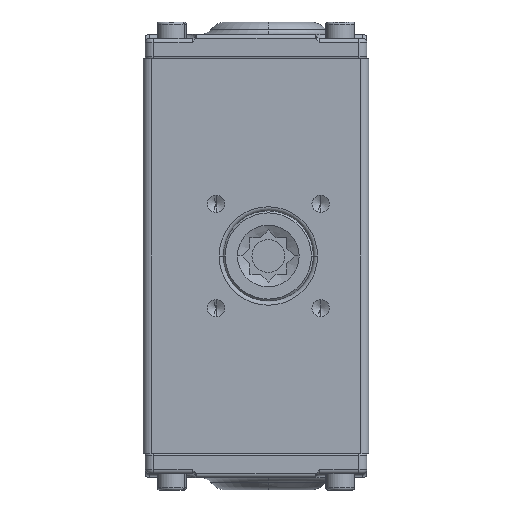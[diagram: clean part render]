
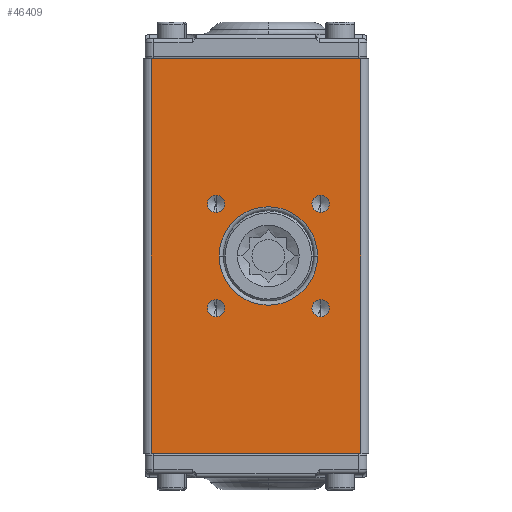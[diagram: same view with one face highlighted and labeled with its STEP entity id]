
A CAD part, front view. The second image highlights one B-rep face of the part: STEP entity #46409.
In plain terms, the highlighted planar face has unit normal (0, -1, 0).
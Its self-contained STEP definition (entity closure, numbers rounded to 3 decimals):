
#578 = ORIENTED_EDGE ( 'NONE', *, *, #39367, .F. ) ;
#673 = CARTESIAN_POINT ( 'NONE',  ( -30.5, -24.5, -48. ) ) ;
#1002 = CARTESIAN_POINT ( 'NONE',  ( -28.5, -24.5, 48. ) ) ;
#1811 = LINE ( 'NONE', #673, #43564 ) ;
#1955 = VECTOR ( 'NONE', #42928, 1000. ) ;
#2399 = DIRECTION ( 'NONE',  ( 0., -1., 0. ) ) ;
#2977 = FACE_BOUND ( 'NONE', #14885, .T. ) ;
#4694 = ORIENTED_EDGE ( 'NONE', *, *, #61997, .F. ) ;
#4750 = FACE_BOUND ( 'NONE', #46679, .T. ) ;
#4948 = CARTESIAN_POINT ( 'NONE',  ( -12.728, -24.5, 12.728 ) ) ;
#5162 = CARTESIAN_POINT ( 'NONE',  ( 12.728, -24.5, -12.728 ) ) ;
#5679 = ORIENTED_EDGE ( 'NONE', *, *, #65744, .T. ) ;
#6484 = DIRECTION ( 'NONE',  ( 0., 0., -1. ) ) ;
#6740 = DIRECTION ( 'NONE',  ( 1., 0., 0. ) ) ;
#7075 = DIRECTION ( 'NONE',  ( -1., 0., 0. ) ) ;
#7268 = LINE ( 'NONE', #7706, #62264 ) ;
#7706 = CARTESIAN_POINT ( 'NONE',  ( -30.5, -24.5, 48. ) ) ;
#7836 = CARTESIAN_POINT ( 'NONE',  ( 22.5, -24.5, 48. ) ) ;
#7873 = CARTESIAN_POINT ( 'NONE',  ( 12.728, -24.5, -10.628 ) ) ;
#8569 = AXIS2_PLACEMENT_3D ( 'NONE', #17187, #62062, #62581 ) ;
#8781 = CARTESIAN_POINT ( 'NONE',  ( -12., -24.5, 0. ) ) ;
#11122 = CARTESIAN_POINT ( 'NONE',  ( -12.728, -24.5, 14.828 ) ) ;
#12247 = EDGE_CURVE ( 'NONE', #12424, #60240, #21371, .T. ) ;
#12424 = VERTEX_POINT ( 'NONE', #7873 ) ;
#12788 = EDGE_CURVE ( 'NONE', #22536, #49650, #24850, .T. ) ;
#14520 = DIRECTION ( 'NONE',  ( 0., 1., 0. ) ) ;
#14885 = EDGE_LOOP ( 'NONE', ( #16455, #72248 ) ) ;
#15413 = DIRECTION ( 'NONE',  ( 0., -1., 0. ) ) ;
#15553 = DIRECTION ( 'NONE',  ( 0., 0., -1. ) ) ;
#16277 = CARTESIAN_POINT ( 'NONE',  ( 12.728, -24.5, 12.728 ) ) ;
#16455 = ORIENTED_EDGE ( 'NONE', *, *, #12788, .F. ) ;
#16532 = DIRECTION ( 'NONE',  ( 0., -1., 0. ) ) ;
#17187 = CARTESIAN_POINT ( 'NONE',  ( -12.728, -24.5, -12.728 ) ) ;
#17208 = CARTESIAN_POINT ( 'NONE',  ( 0., -24.5, 0. ) ) ;
#17393 = EDGE_CURVE ( 'NONE', #60839, #35635, #36719, .T. ) ;
#17894 = EDGE_CURVE ( 'NONE', #55492, #62252, #36656, .T. ) ;
#19524 = CARTESIAN_POINT ( 'NONE',  ( 22.5, -24.5, 48. ) ) ;
#19847 = CARTESIAN_POINT ( 'NONE',  ( -28.5, -24.5, 48. ) ) ;
#19896 = FACE_BOUND ( 'NONE', #63364, .T. ) ;
#19973 = EDGE_CURVE ( 'NONE', #54520, #34426, #7268, .T. ) ;
#20087 = EDGE_CURVE ( 'NONE', #60240, #12424, #36878, .T. ) ;
#21060 = CARTESIAN_POINT ( 'NONE',  ( -12.728, -24.5, -10.628 ) ) ;
#21371 = CIRCLE ( 'NONE', #38044, 2.1 ) ;
#22327 = CARTESIAN_POINT ( 'NONE',  ( 22.5, -24.5, -48. ) ) ;
#22536 = VERTEX_POINT ( 'NONE', #59086 ) ;
#24755 = DIRECTION ( 'NONE',  ( 0., 0., -1. ) ) ;
#24850 = CIRCLE ( 'NONE', #57563, 2.1 ) ;
#24991 = DIRECTION ( 'NONE',  ( 0., 0., -1. ) ) ;
#25288 = AXIS2_PLACEMENT_3D ( 'NONE', #36445, #64919, #24991 ) ;
#26463 = VECTOR ( 'NONE', #69642, 1000. ) ;
#27803 = CARTESIAN_POINT ( 'NONE',  ( 12., -24.5, 0. ) ) ;
#29015 = CARTESIAN_POINT ( 'NONE',  ( -28.5, -24.5, -48. ) ) ;
#29684 = ORIENTED_EDGE ( 'NONE', *, *, #59850, .T. ) ;
#31197 = CARTESIAN_POINT ( 'NONE',  ( -30.5, -24.5, 48. ) ) ;
#33056 = LINE ( 'NONE', #19847, #1955 ) ;
#34426 = VERTEX_POINT ( 'NONE', #7836 ) ;
#35518 = CIRCLE ( 'NONE', #69914, 12. ) ;
#35635 = VERTEX_POINT ( 'NONE', #8781 ) ;
#36445 = CARTESIAN_POINT ( 'NONE',  ( 12.728, -24.5, 12.728 ) ) ;
#36656 = CIRCLE ( 'NONE', #42612, 2.1 ) ;
#36719 = CIRCLE ( 'NONE', #45416, 12. ) ;
#36878 = CIRCLE ( 'NONE', #45080, 2.1 ) ;
#37653 = CARTESIAN_POINT ( 'NONE',  ( -12.728, -24.5, -14.828 ) ) ;
#38044 = AXIS2_PLACEMENT_3D ( 'NONE', #5162, #39954, #56512 ) ;
#39367 = EDGE_CURVE ( 'NONE', #46001, #49744, #45830, .T. ) ;
#39954 = DIRECTION ( 'NONE',  ( 0., -1., 0. ) ) ;
#40070 = DIRECTION ( 'NONE',  ( 0., 1., 0. ) ) ;
#40379 = ORIENTED_EDGE ( 'NONE', *, *, #61112, .T. ) ;
#40425 = AXIS2_PLACEMENT_3D ( 'NONE', #31197, #14520, #59153 ) ;
#40605 = CARTESIAN_POINT ( 'NONE',  ( 0., -24.5, 0. ) ) ;
#41681 = CARTESIAN_POINT ( 'NONE',  ( -12.728, -24.5, 10.628 ) ) ;
#41966 = DIRECTION ( 'NONE',  ( 0., -1., 0. ) ) ;
#42458 = DIRECTION ( 'NONE',  ( 0., 0., -1. ) ) ;
#42612 = AXIS2_PLACEMENT_3D ( 'NONE', #4948, #15413, #50365 ) ;
#42928 = DIRECTION ( 'NONE',  ( 0., 0., -1. ) ) ;
#43564 = VECTOR ( 'NONE', #68370, 1000. ) ;
#43588 = EDGE_CURVE ( 'NONE', #54520, #64901, #33056, .T. ) ;
#44261 = ORIENTED_EDGE ( 'NONE', *, *, #19973, .F. ) ;
#44693 = ORIENTED_EDGE ( 'NONE', *, *, #43588, .T. ) ;
#45056 = ORIENTED_EDGE ( 'NONE', *, *, #20087, .F. ) ;
#45080 = AXIS2_PLACEMENT_3D ( 'NONE', #58244, #2399, #24755 ) ;
#45103 = LINE ( 'NONE', #19524, #26463 ) ;
#45416 = AXIS2_PLACEMENT_3D ( 'NONE', #17208, #40070, #56391 ) ;
#45728 = DIRECTION ( 'NONE',  ( 0., -1., 0. ) ) ;
#45830 = CIRCLE ( 'NONE', #56657, 2.1 ) ;
#46001 = VERTEX_POINT ( 'NONE', #21060 ) ;
#46409 = ADVANCED_FACE ( 'NONE', ( #4750, #19896, #2977, #62411, #67754, #50909 ), #48491, .F. ) ;
#46638 = EDGE_LOOP ( 'NONE', ( #44261, #44693, #5679, #40379 ) ) ;
#46679 = EDGE_LOOP ( 'NONE', ( #29684, #58821 ) ) ;
#47294 = CARTESIAN_POINT ( 'NONE',  ( 12.728, -24.5, 14.828 ) ) ;
#48491 = PLANE ( 'NONE',  #40425 ) ;
#49650 = VERTEX_POINT ( 'NONE', #47294 ) ;
#49744 = VERTEX_POINT ( 'NONE', #37653 ) ;
#50365 = DIRECTION ( 'NONE',  ( 0., 0., -1. ) ) ;
#50909 = FACE_OUTER_BOUND ( 'NONE', #46638, .T. ) ;
#51295 = CIRCLE ( 'NONE', #25288, 2.1 ) ;
#52241 = DIRECTION ( 'NONE',  ( 0., 1., 0. ) ) ;
#52527 = ORIENTED_EDGE ( 'NONE', *, *, #58745, .F. ) ;
#53867 = AXIS2_PLACEMENT_3D ( 'NONE', #70683, #41966, #42458 ) ;
#54520 = VERTEX_POINT ( 'NONE', #1002 ) ;
#55492 = VERTEX_POINT ( 'NONE', #41681 ) ;
#56391 = DIRECTION ( 'NONE',  ( -1., 0., 0. ) ) ;
#56512 = DIRECTION ( 'NONE',  ( 0., 0., -1. ) ) ;
#56657 = AXIS2_PLACEMENT_3D ( 'NONE', #57586, #45728, #6484 ) ;
#57563 = AXIS2_PLACEMENT_3D ( 'NONE', #16277, #16532, #15553 ) ;
#57586 = CARTESIAN_POINT ( 'NONE',  ( -12.728, -24.5, -12.728 ) ) ;
#58244 = CARTESIAN_POINT ( 'NONE',  ( 12.728, -24.5, -12.728 ) ) ;
#58257 = CARTESIAN_POINT ( 'NONE',  ( 12.728, -24.5, -14.828 ) ) ;
#58745 = EDGE_CURVE ( 'NONE', #49744, #46001, #70206, .T. ) ;
#58821 = ORIENTED_EDGE ( 'NONE', *, *, #17393, .T. ) ;
#59086 = CARTESIAN_POINT ( 'NONE',  ( 12.728, -24.5, 10.628 ) ) ;
#59153 = DIRECTION ( 'NONE',  ( -1., 0., 0. ) ) ;
#59850 = EDGE_CURVE ( 'NONE', #35635, #60839, #35518, .T. ) ;
#60240 = VERTEX_POINT ( 'NONE', #58257 ) ;
#60839 = VERTEX_POINT ( 'NONE', #27803 ) ;
#60937 = CIRCLE ( 'NONE', #53867, 2.1 ) ;
#61036 = EDGE_CURVE ( 'NONE', #49650, #22536, #51295, .T. ) ;
#61112 = EDGE_CURVE ( 'NONE', #67881, #34426, #45103, .T. ) ;
#61997 = EDGE_CURVE ( 'NONE', #62252, #55492, #60937, .T. ) ;
#62062 = DIRECTION ( 'NONE',  ( 0., -1., 0. ) ) ;
#62101 = EDGE_LOOP ( 'NONE', ( #45056, #65771 ) ) ;
#62252 = VERTEX_POINT ( 'NONE', #11122 ) ;
#62264 = VECTOR ( 'NONE', #6740, 1000. ) ;
#62411 = FACE_BOUND ( 'NONE', #62101, .T. ) ;
#62581 = DIRECTION ( 'NONE',  ( 0., 0., -1. ) ) ;
#63364 = EDGE_LOOP ( 'NONE', ( #72467, #4694 ) ) ;
#64901 = VERTEX_POINT ( 'NONE', #29015 ) ;
#64919 = DIRECTION ( 'NONE',  ( 0., -1., 0. ) ) ;
#65576 = EDGE_LOOP ( 'NONE', ( #52527, #578 ) ) ;
#65744 = EDGE_CURVE ( 'NONE', #64901, #67881, #1811, .T. ) ;
#65771 = ORIENTED_EDGE ( 'NONE', *, *, #12247, .F. ) ;
#67754 = FACE_BOUND ( 'NONE', #65576, .T. ) ;
#67881 = VERTEX_POINT ( 'NONE', #22327 ) ;
#68370 = DIRECTION ( 'NONE',  ( 1., 0., 0. ) ) ;
#69642 = DIRECTION ( 'NONE',  ( 0., 0., 1. ) ) ;
#69914 = AXIS2_PLACEMENT_3D ( 'NONE', #40605, #52241, #7075 ) ;
#70206 = CIRCLE ( 'NONE', #8569, 2.1 ) ;
#70683 = CARTESIAN_POINT ( 'NONE',  ( -12.728, -24.5, 12.728 ) ) ;
#72248 = ORIENTED_EDGE ( 'NONE', *, *, #61036, .F. ) ;
#72467 = ORIENTED_EDGE ( 'NONE', *, *, #17894, .F. ) ;
